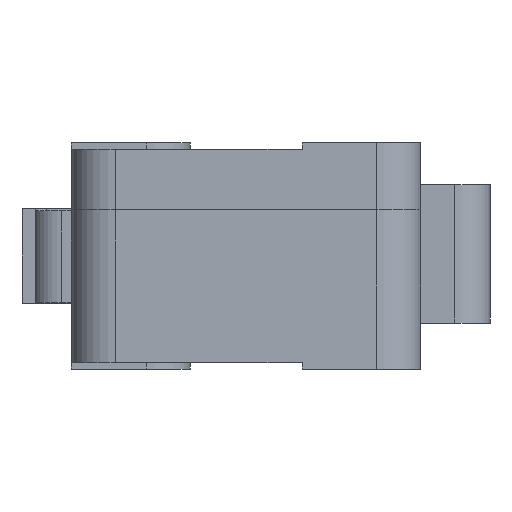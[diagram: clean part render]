
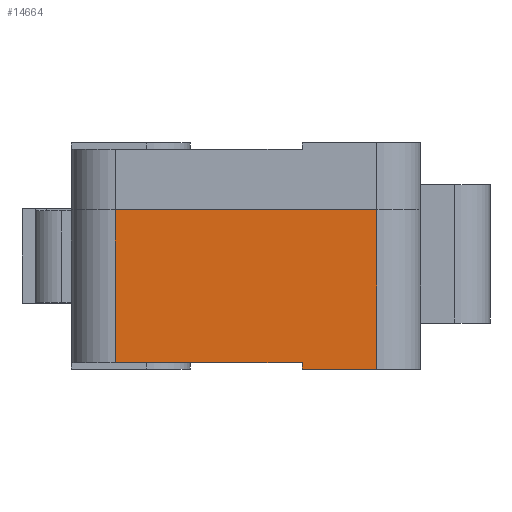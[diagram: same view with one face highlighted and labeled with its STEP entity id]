
A CAD part, left-side view. The second image highlights one B-rep face of the part: STEP entity #14664.
In plain terms, the highlighted planar face has unit normal (-1, 0, 0).
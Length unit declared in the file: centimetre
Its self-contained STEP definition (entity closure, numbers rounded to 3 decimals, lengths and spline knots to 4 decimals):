
#1527=FACE_OUTER_BOUND('',#2360,.T.);
#2360=EDGE_LOOP('',(#13369,#13370,#13371,#13372,#13373,#13374));
#3563=LINE('',#23789,#5148);
#4039=LINE('',#26650,#5624);
#4043=LINE('',#26660,#5628);
#4048=LINE('',#26673,#5633);
#4051=LINE('',#26679,#5636);
#4064=LINE('',#26711,#5649);
#5148=VECTOR('',#17188,1.);
#5624=VECTOR('',#18222,1.);
#5628=VECTOR('',#18230,1.);
#5633=VECTOR('',#18247,1.);
#5636=VECTOR('',#18256,1.);
#5649=VECTOR('',#18297,1.);
#6737=VERTEX_POINT('',#23776);
#6741=VERTEX_POINT('',#23788);
#7037=VERTEX_POINT('',#26646);
#7038=VERTEX_POINT('',#26648);
#7042=VERTEX_POINT('',#26659);
#7044=VERTEX_POINT('',#26671);
#8506=EDGE_CURVE('',#6741,#6737,#3563,.T.);
#9132=EDGE_CURVE('',#7037,#7038,#4039,.T.);
#9137=EDGE_CURVE('',#7042,#7037,#4043,.T.);
#9144=EDGE_CURVE('',#7044,#7038,#4048,.T.);
#9147=EDGE_CURVE('',#7042,#6737,#4051,.T.);
#9162=EDGE_CURVE('',#7044,#6741,#4064,.T.);
#13369=ORIENTED_EDGE('',*,*,#8506,.T.);
#13370=ORIENTED_EDGE('',*,*,#9147,.F.);
#13371=ORIENTED_EDGE('',*,*,#9137,.T.);
#13372=ORIENTED_EDGE('',*,*,#9132,.T.);
#13373=ORIENTED_EDGE('',*,*,#9144,.F.);
#13374=ORIENTED_EDGE('',*,*,#9162,.T.);
#13895=PLANE('',#15357);
#14664=ADVANCED_FACE('',(#1527),#13895,.T.);
#15357=AXIS2_PLACEMENT_3D('',#26710,#18295,#18296);
#17188=DIRECTION('',(0.,1.,0.));
#18222=DIRECTION('',(0.,0.,-1.));
#18230=DIRECTION('',(0.,-1.,0.));
#18247=DIRECTION('',(0.,1.,0.));
#18256=DIRECTION('',(0.,0.,1.));
#18295=DIRECTION('center_axis',(-1.,0.,0.));
#18296=DIRECTION('ref_axis',(0.,0.,1.));
#18297=DIRECTION('',(0.,0.,1.));
#23776=CARTESIAN_POINT('',(-2.89,0.6425,0.725));
#23788=CARTESIAN_POINT('',(-2.89,-0.5475,0.725));
#23789=CARTESIAN_POINT('',(-2.89,0.1475,0.725));
#26646=CARTESIAN_POINT('',(-2.89,-0.2075,0.03));
#26648=CARTESIAN_POINT('',(-2.89,-0.2075,0.));
#26650=CARTESIAN_POINT('',(-2.89,-0.2075,0.));
#26659=CARTESIAN_POINT('',(-2.89,0.6425,0.03));
#26660=CARTESIAN_POINT('',(-2.89,-0.246,0.03));
#26671=CARTESIAN_POINT('',(-2.89,-0.5475,0.));
#26673=CARTESIAN_POINT('',(-2.89,-0.5475,0.));
#26679=CARTESIAN_POINT('',(-2.89,0.6425,0.));
#26710=CARTESIAN_POINT('Origin',(-2.89,-0.5475,0.));
#26711=CARTESIAN_POINT('',(-2.89,-0.5475,0.));
